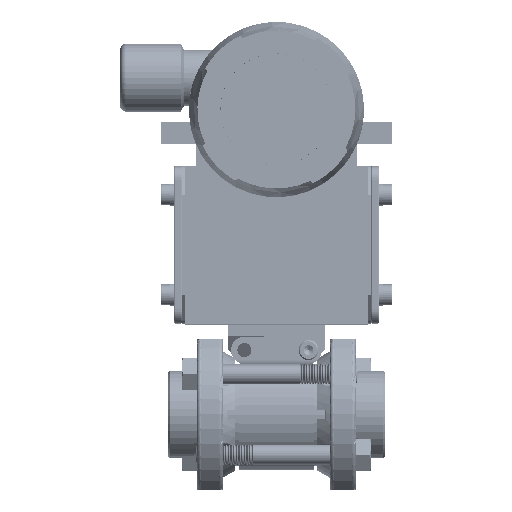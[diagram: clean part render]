
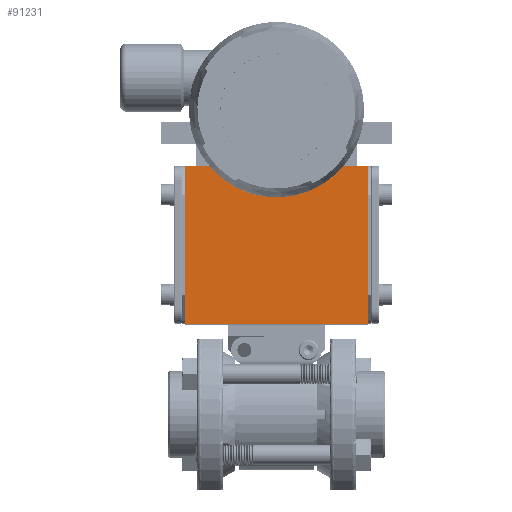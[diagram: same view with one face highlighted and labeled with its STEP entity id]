
A CAD part, top view. The second image highlights one B-rep face of the part: STEP entity #91231.
In plain terms, the highlighted planar face has unit normal (0, 0, 1).
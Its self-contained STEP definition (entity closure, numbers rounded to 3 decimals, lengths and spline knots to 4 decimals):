
#4189 = ORIENTED_EDGE ( 'NONE', *, *, #69135, .T. ) ;
#11677 = VERTEX_POINT ( 'NONE', #86705 ) ;
#11998 = DIRECTION ( 'NONE',  ( 1., 0., 0. ) ) ;
#24997 = EDGE_LOOP ( 'NONE', ( #4189, #43260, #80001, #35582 ) ) ;
#33032 = CARTESIAN_POINT ( 'NONE',  ( 1.43, 3.875, 1. ) ) ;
#35582 = ORIENTED_EDGE ( 'NONE', *, *, #60285, .T. ) ;
#36039 = VERTEX_POINT ( 'NONE', #98924 ) ;
#37286 = AXIS2_PLACEMENT_3D ( 'NONE', #72898, #99920, #46346 ) ;
#37417 = VECTOR ( 'NONE', #59958, 39.3701 ) ;
#37980 = LINE ( 'NONE', #56737, #82719 ) ;
#38922 = EDGE_CURVE ( 'NONE', #45252, #110886, #49306, .T. ) ;
#40191 = DIRECTION ( 'NONE',  ( 1., 0., 0. ) ) ;
#40416 = EDGE_CURVE ( 'NONE', #110886, #11677, #37980, .T. ) ;
#40530 = VECTOR ( 'NONE', #40191, 39.3701 ) ;
#43260 = ORIENTED_EDGE ( 'NONE', *, *, #40416, .F. ) ;
#44891 = FACE_OUTER_BOUND ( 'NONE', #24997, .T. ) ;
#45252 = VERTEX_POINT ( 'NONE', #60990 ) ;
#46103 = LINE ( 'NONE', #57685, #40530 ) ;
#46346 = DIRECTION ( 'NONE',  ( 0., -1., 0. ) ) ;
#46511 = VECTOR ( 'NONE', #60614, 39.3701 ) ;
#49306 = LINE ( 'NONE', #52014, #46511 ) ;
#52014 = CARTESIAN_POINT ( 'NONE',  ( -1.43, 3.875, 1. ) ) ;
#56737 = CARTESIAN_POINT ( 'NONE',  ( -1.43, 3.875, 1. ) ) ;
#57685 = CARTESIAN_POINT ( 'NONE',  ( -1.43, 1.405, 1. ) ) ;
#59958 = DIRECTION ( 'NONE',  ( 0., 1., 0. ) ) ;
#60285 = EDGE_CURVE ( 'NONE', #45252, #36039, #46103, .T. ) ;
#60614 = DIRECTION ( 'NONE',  ( 0., 1., 0. ) ) ;
#60990 = CARTESIAN_POINT ( 'NONE',  ( -1.43, 1.405, 1. ) ) ;
#61154 = LINE ( 'NONE', #33032, #37417 ) ;
#69135 = EDGE_CURVE ( 'NONE', #36039, #11677, #61154, .T. ) ;
#72898 = CARTESIAN_POINT ( 'NONE',  ( -1.43, 3.875, 1. ) ) ;
#80001 = ORIENTED_EDGE ( 'NONE', *, *, #38922, .F. ) ;
#82719 = VECTOR ( 'NONE', #11998, 39.3701 ) ;
#86362 = CARTESIAN_POINT ( 'NONE',  ( -1.43, 3.875, 1. ) ) ;
#86705 = CARTESIAN_POINT ( 'NONE',  ( 1.43, 3.875, 1. ) ) ;
#90980 = PLANE ( 'NONE',  #37286 ) ;
#91231 = ADVANCED_FACE ( 'NONE', ( #44891 ), #90980, .F. ) ;
#98924 = CARTESIAN_POINT ( 'NONE',  ( 1.43, 1.405, 1. ) ) ;
#99920 = DIRECTION ( 'NONE',  ( 0., 0., -1. ) ) ;
#110886 = VERTEX_POINT ( 'NONE', #86362 ) ;
